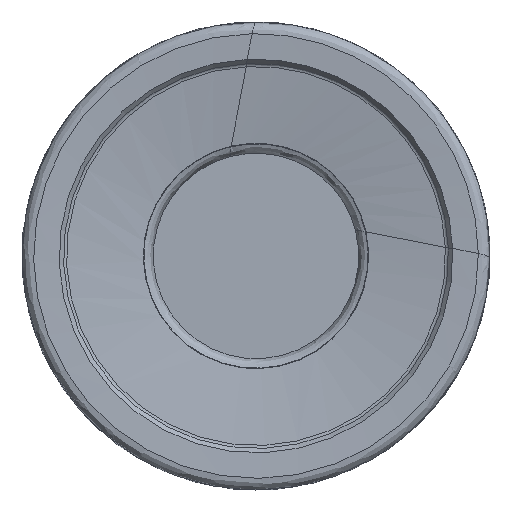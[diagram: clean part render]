
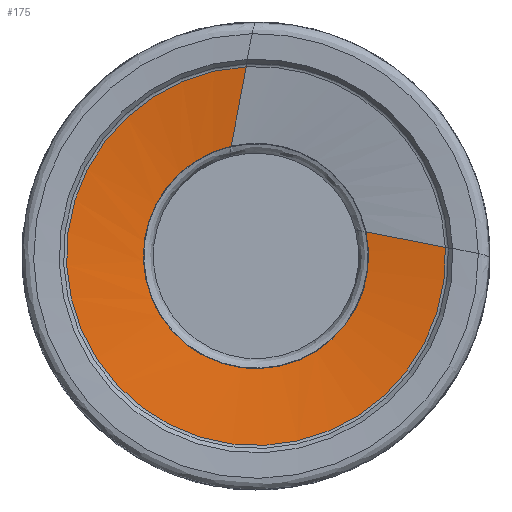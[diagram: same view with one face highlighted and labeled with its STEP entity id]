
A CAD part, left-side view. The second image highlights one B-rep face of the part: STEP entity #175.
In plain terms, the highlighted free-form (B-spline) face has degree [1, 3] with [2, 7] control points.
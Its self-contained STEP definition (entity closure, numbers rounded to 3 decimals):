
#133=LINE('',#1450,#153);
#134=LINE('',#1451,#154);
#153=VECTOR('',#974,1.);
#154=VECTOR('',#975,1.);
#175=ADVANCED_FACE('',(#272),#236,.F.);
#236=(
BOUNDED_SURFACE()
B_SPLINE_SURFACE(1,3,((#1452,#1453,#1454,#1455,#1456,#1457,#1458),(#1459,
#1460,#1461,#1462,#1463,#1464,#1465)),.UNSPECIFIED.,.F.,.F.,.F.)
B_SPLINE_SURFACE_WITH_KNOTS((2,2),(4,3,4),(0.,1.),(0.,0.5,1.),
 .UNSPECIFIED.)
GEOMETRIC_REPRESENTATION_ITEM()
RATIONAL_B_SPLINE_SURFACE(((1.,0.589,0.589,1.,0.589,
0.589,1.),(1.,0.589,0.589,1.,0.589,
0.589,1.)))
REPRESENTATION_ITEM('')
SURFACE()
);
#272=FACE_OUTER_BOUND('',#310,.T.);
#310=EDGE_LOOP('',(#490,#491,#492,#493));
#395=CIRCLE('',#830,7.702);
#396=CIRCLE('',#833,12.959);
#490=ORIENTED_EDGE('',*,*,#730,.F.);
#491=ORIENTED_EDGE('',*,*,#731,.T.);
#492=ORIENTED_EDGE('',*,*,#727,.T.);
#493=ORIENTED_EDGE('',*,*,#732,.T.);
#656=VERTEX_POINT('',#1415);
#657=VERTEX_POINT('',#1416);
#658=VERTEX_POINT('',#1448);
#659=VERTEX_POINT('',#1449);
#727=EDGE_CURVE('',#656,#657,#395,.T.);
#730=EDGE_CURVE('',#658,#659,#396,.T.);
#731=EDGE_CURVE('',#658,#656,#133,.T.);
#732=EDGE_CURVE('',#657,#659,#134,.T.);
#830=AXIS2_PLACEMENT_3D('',#1414,#966,#967);
#833=AXIS2_PLACEMENT_3D('',#1447,#972,#973);
#966=DIRECTION('',(1.,0.,0.));
#967=DIRECTION('',(0.,-0.977,0.214));
#972=DIRECTION('',(1.,0.,0.));
#973=DIRECTION('',(0.,-0.999,0.045));
#974=DIRECTION('',(0.14,0.971,0.191));
#975=DIRECTION('',(-0.14,-0.185,0.973));
#1414=CARTESIAN_POINT('',(1.409,0.,0.));
#1415=CARTESIAN_POINT('',(1.409,-7.523,1.65));
#1416=CARTESIAN_POINT('',(1.409,1.697,7.512));
#1447=CARTESIAN_POINT('',(0.628,0.,0.));
#1448=CARTESIAN_POINT('',(0.628,-12.946,0.581));
#1449=CARTESIAN_POINT('',(0.628,0.663,12.942));
#1450=CARTESIAN_POINT('',(1.409,-7.523,1.65));
#1451=CARTESIAN_POINT('',(1.409,1.697,7.512));
#1452=CARTESIAN_POINT('',(1.409,-7.523,1.65));
#1453=CARTESIAN_POINT('',(1.409,-9.246,-6.206));
#1454=CARTESIAN_POINT('',(1.409,-2.654,-10.814));
#1455=CARTESIAN_POINT('',(1.409,4.132,-6.499));
#1456=CARTESIAN_POINT('',(1.409,10.919,-2.184));
#1457=CARTESIAN_POINT('',(1.409,9.542,5.74));
#1458=CARTESIAN_POINT('',(1.409,1.697,7.512));
#1459=CARTESIAN_POINT('',(0.628,-12.946,0.581));
#1460=CARTESIAN_POINT('',(0.628,-13.552,-12.938));
#1461=CARTESIAN_POINT('',(0.628,-1.304,-18.691));
#1462=CARTESIAN_POINT('',(0.628,8.713,-9.592));
#1463=CARTESIAN_POINT('',(0.628,18.73,-0.494));
#1464=CARTESIAN_POINT('',(0.628,14.177,12.249));
#1465=CARTESIAN_POINT('',(0.628,0.663,12.942));
